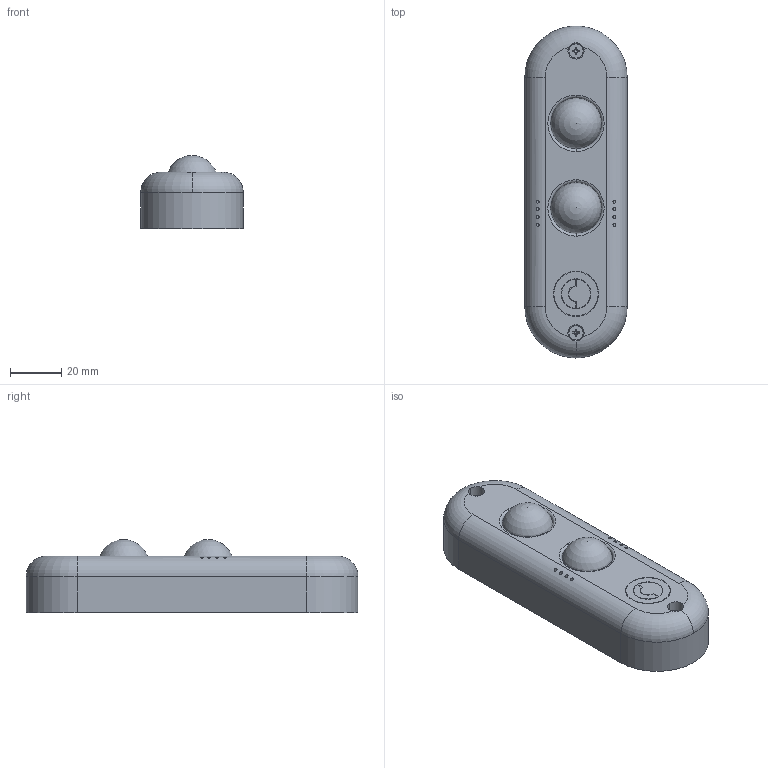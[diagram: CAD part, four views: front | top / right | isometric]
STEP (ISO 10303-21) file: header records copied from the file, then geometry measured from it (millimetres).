
FILE_DESCRIPTION (( 'STEP AP214' ), '1' );
FILE_NAME ('PLS1224BZ.STEP', '2021-07-30T09:12:31', ( '' ), ( '' ), 'SwSTEP 2.0', 'SolidWorks 2020', '' );
FILE_SCHEMA (( 'AUTOMOTIVE_DESIGN' ));
Length unit declared in the file: millimetre
Products named in the file (3): ISO 7046-1 - M3 x 8 - Z - 8S_ISO 7046-1 - M3 x 8 - Z - 8S; PLS_buzzer PLS1224BZ; PLS1224BZ
Assembly tree (3 placements, depth 2):
  PLS1224BZ
    PLS_buzzer PLS1224BZ
    ISO 7046-1 - M3 x 8 - Z - 8S_ISO 7046-1 - M3 x 8 - Z - 8S  x2
Bounding box: 40 x 129.5 x 28.5 mm (x, y, z)
Volume: 103456.6 mm3; surface area: 26747.1 mm2
Topology: 4 solids, 4 shells, 322 faces, 791 edges, 489 vertices
Faces by surface type: cone 134, cylinder 103, plane 72, torus 11, sphere 2
Entity records: 6956 total; most frequent: CARTESIAN_POINT 1297, DIRECTION 1148, ORIENTED_EDGE 982, EDGE_CURVE 491, AXIS2_PLACEMENT_3D 476, VERTEX_POINT 309, CIRCLE 262, EDGE_LOOP 232
